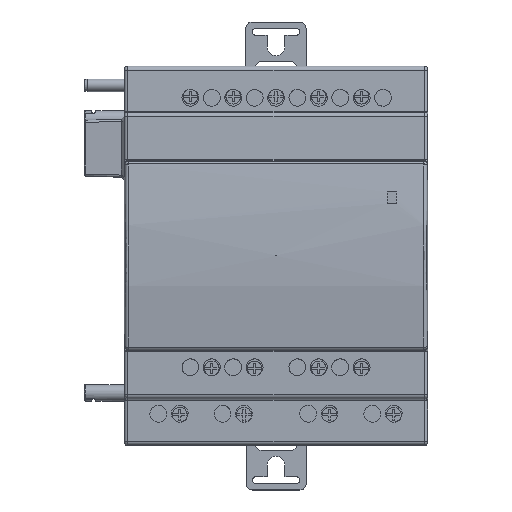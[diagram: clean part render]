
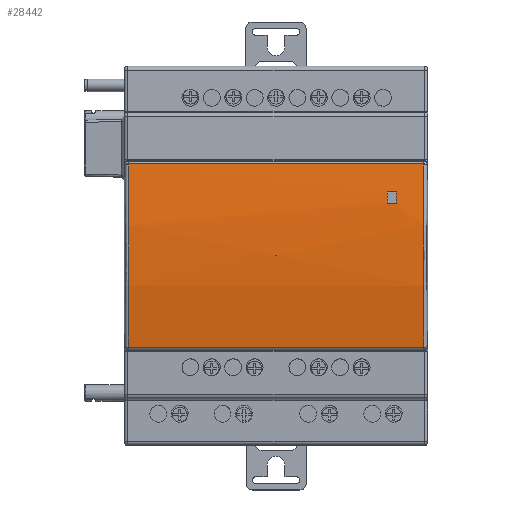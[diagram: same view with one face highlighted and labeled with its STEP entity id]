
A CAD part, top view. The second image highlights one B-rep face of the part: STEP entity #28442.
In plain terms, the highlighted cylindrical face has radius 130 mm (diameter 260 mm), a partial arc.
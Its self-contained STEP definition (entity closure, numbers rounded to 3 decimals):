
#96=B_SPLINE_CURVE_WITH_KNOTS('',3,(#48030,#48031,#48032,#48033),
 .UNSPECIFIED.,.F.,.F.,(4,4),(0.,1.),.UNSPECIFIED.);
#97=B_SPLINE_CURVE_WITH_KNOTS('',3,(#48038,#48039,#48040,#48041),
 .UNSPECIFIED.,.F.,.F.,(4,4),(0.,1.),.UNSPECIFIED.);
#98=B_SPLINE_CURVE_WITH_KNOTS('',3,(#48047,#48048,#48049,#48050),
 .UNSPECIFIED.,.F.,.F.,(4,4),(0.,1.),.UNSPECIFIED.);
#99=B_SPLINE_CURVE_WITH_KNOTS('',3,(#48054,#48055,#48056,#48057),
 .UNSPECIFIED.,.F.,.F.,(4,4),(0.,1.),.UNSPECIFIED.);
#100=B_SPLINE_CURVE_WITH_KNOTS('',3,(#48058,#48059,#48060,#48061,#48062,
#48063,#48064),.UNSPECIFIED.,.T.,.F.,(1,1,1,1,1,1,1,1,1,1,1),(0.,
0.,0.,0.,0.,
0.,0.,0.001,0.001,
0.001,0.001),.UNSPECIFIED.);
#153=ELLIPSE('',#32637,130.02,130.);
#154=ELLIPSE('',#32638,130.,130.);
#3539=LINE('',#48036,#6410);
#3540=LINE('',#48043,#6411);
#6410=VECTOR('',#39604,1000.);
#6411=VECTOR('',#39605,1000.);
#13315=ORIENTED_EDGE('',*,*,#18311,.T.);
#13316=ORIENTED_EDGE('',*,*,#18312,.T.);
#13317=ORIENTED_EDGE('',*,*,#18313,.T.);
#13318=ORIENTED_EDGE('',*,*,#18314,.T.);
#13319=ORIENTED_EDGE('',*,*,#18315,.T.);
#13320=ORIENTED_EDGE('',*,*,#18316,.T.);
#13321=ORIENTED_EDGE('',*,*,#18317,.T.);
#13322=ORIENTED_EDGE('',*,*,#18318,.T.);
#13323=ORIENTED_EDGE('',*,*,#18319,.T.);
#18311=EDGE_CURVE('',#21287,#21288,#96,.T.);
#18312=EDGE_CURVE('',#21288,#21289,#3539,.T.);
#18313=EDGE_CURVE('',#21289,#21290,#97,.T.);
#18314=EDGE_CURVE('',#21290,#21287,#3540,.T.);
#18315=EDGE_CURVE('',#21291,#21292,#153,.T.);
#18316=EDGE_CURVE('',#21292,#21293,#98,.T.);
#18317=EDGE_CURVE('',#21293,#21294,#154,.T.);
#18318=EDGE_CURVE('',#21294,#21291,#99,.T.);
#18319=EDGE_CURVE('',#21295,#21295,#100,.T.);
#21287=VERTEX_POINT('',#48034);
#21288=VERTEX_POINT('',#48035);
#21289=VERTEX_POINT('',#48037);
#21290=VERTEX_POINT('',#48042);
#21291=VERTEX_POINT('',#48045);
#21292=VERTEX_POINT('',#48046);
#21293=VERTEX_POINT('',#48051);
#21294=VERTEX_POINT('',#48053);
#21295=VERTEX_POINT('',#48065);
#24421=EDGE_LOOP('',(#13315,#13316,#13317,#13318));
#24422=EDGE_LOOP('',(#13319,#13320,#13321,#13322));
#24423=EDGE_LOOP('',(#13323));
#26322=FACE_BOUND('',#24421,.T.);
#26323=FACE_BOUND('',#24422,.T.);
#26324=FACE_BOUND('',#24423,.T.);
#27161=CYLINDRICAL_SURFACE('',#32636,130.);
#28442=ADVANCED_FACE('',(#26322,#26323,#26324),#27161,.T.);
#32636=AXIS2_PLACEMENT_3D('',#48029,#39602,#39603);
#32637=AXIS2_PLACEMENT_3D('',#48044,#39606,#39607);
#32638=AXIS2_PLACEMENT_3D('',#48052,#39608,#39609);
#39602=DIRECTION('',(1.,0.,0.));
#39603=DIRECTION('',(0.,1.,0.));
#39604=DIRECTION('',(-1.,0.,0.));
#39605=DIRECTION('',(1.,0.,0.));
#39606=DIRECTION('',(-1.,0.,0.017));
#39607=DIRECTION('',(0.017,0.,1.));
#39608=DIRECTION('',(1.,0.,0.));
#39609=DIRECTION('',(0.,-1.,0.));
#48029=CARTESIAN_POINT('',(-36.,0.,-127.4));
#48030=CARTESIAN_POINT('',(35.116,-21.742,0.769));
#48031=CARTESIAN_POINT('',(34.989,-7.384,3.205));
#48032=CARTESIAN_POINT('',(34.989,7.384,3.205));
#48033=CARTESIAN_POINT('',(35.116,21.742,0.769));
#48034=CARTESIAN_POINT('',(35.116,-21.742,0.769));
#48035=CARTESIAN_POINT('',(35.116,21.742,0.769));
#48036=CARTESIAN_POINT('',(-36.,21.742,0.769));
#48037=CARTESIAN_POINT('',(-35.116,21.742,0.769));
#48038=CARTESIAN_POINT('',(-35.116,21.742,0.769));
#48039=CARTESIAN_POINT('',(-34.989,7.384,3.205));
#48040=CARTESIAN_POINT('',(-34.989,-7.384,3.205));
#48041=CARTESIAN_POINT('',(-35.116,-21.742,0.769));
#48042=CARTESIAN_POINT('',(-35.116,-21.742,0.769));
#48043=CARTESIAN_POINT('',(-36.,-21.742,0.769));
#48044=CARTESIAN_POINT('',(-30.757,0.,-127.4));
#48045=CARTESIAN_POINT('',(-28.503,-15.137,1.716));
#48046=CARTESIAN_POINT('',(-28.498,-12.362,2.011));
#48047=CARTESIAN_POINT('',(-28.498,-12.362,2.011));
#48048=CARTESIAN_POINT('',(-27.785,-12.362,2.011));
#48049=CARTESIAN_POINT('',(-27.072,-12.362,2.011));
#48050=CARTESIAN_POINT('',(-26.359,-12.362,2.011));
#48051=CARTESIAN_POINT('',(-26.359,-12.362,2.011));
#48052=CARTESIAN_POINT('',(-26.359,0.,-127.4));
#48053=CARTESIAN_POINT('',(-26.359,-15.137,1.716));
#48054=CARTESIAN_POINT('',(-26.359,-15.137,1.716));
#48055=CARTESIAN_POINT('',(-27.074,-15.137,1.716));
#48056=CARTESIAN_POINT('',(-27.788,-15.137,1.716));
#48057=CARTESIAN_POINT('',(-28.503,-15.137,1.716));
#48058=CARTESIAN_POINT('',(0.,-0.15,2.6));
#48059=CARTESIAN_POINT('',(-0.15,0.,2.6));
#48060=CARTESIAN_POINT('',(0.,0.15,2.6));
#48061=CARTESIAN_POINT('',(0.15,0.,2.6));
#48062=CARTESIAN_POINT('',(0.,-0.15,2.6));
#48063=CARTESIAN_POINT('',(-0.15,0.,2.6));
#48064=CARTESIAN_POINT('',(0.,0.15,2.6));
#48065=CARTESIAN_POINT('',(-0.1,0.,2.6));
